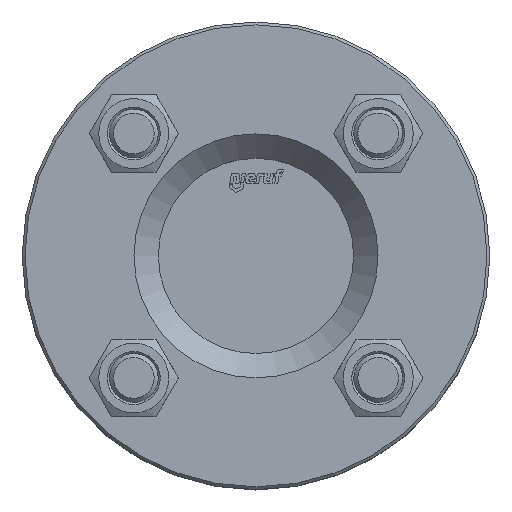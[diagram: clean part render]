
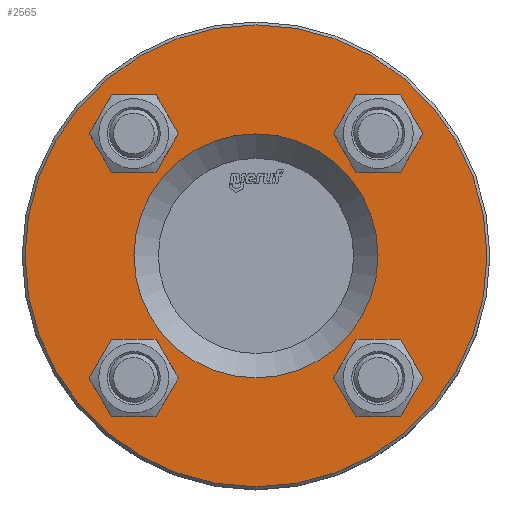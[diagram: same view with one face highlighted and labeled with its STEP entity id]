
A CAD part, top view. The second image highlights one B-rep face of the part: STEP entity #2565.
In plain terms, the highlighted planar face has unit normal (0, 0, 1).
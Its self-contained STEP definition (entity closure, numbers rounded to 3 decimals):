
#2149=CARTESIAN_POINT('',(-23.552,-30.052,20.));
#2150=VERTEX_POINT('',#2149);
#2159=CARTESIAN_POINT('',(-36.552,-30.052,20.));
#2160=VERTEX_POINT('',#2159);
#2161=CARTESIAN_POINT('',(-30.052,-30.052,20.));
#2162=DIRECTION('',(0.,0.,1.));
#2163=DIRECTION('',(1.,0.,-0.));
#2164=AXIS2_PLACEMENT_3D('',#2161,#2162,#2163);
#2165=CIRCLE('',#2164,6.5);
#2166=EDGE_CURVE('NONE',#2150,#2160,#2165,.T.);
#2168=CARTESIAN_POINT('',(-30.052,-30.052,20.));
#2169=DIRECTION('',(0.,0.,1.));
#2170=DIRECTION('',(1.,0.,-0.));
#2171=AXIS2_PLACEMENT_3D('',#2168,#2169,#2170);
#2172=CIRCLE('',#2171,6.5);
#2173=EDGE_CURVE('NONE',#2160,#2150,#2172,.T.);
#2200=CARTESIAN_POINT('',(36.552,-30.052,20.));
#2201=VERTEX_POINT('',#2200);
#2210=CARTESIAN_POINT('',(23.552,-30.052,20.));
#2211=VERTEX_POINT('',#2210);
#2212=CARTESIAN_POINT('',(30.052,-30.052,20.));
#2213=DIRECTION('',(0.,0.,1.));
#2214=DIRECTION('',(1.,0.,-0.));
#2215=AXIS2_PLACEMENT_3D('',#2212,#2213,#2214);
#2216=CIRCLE('',#2215,6.5);
#2217=EDGE_CURVE('NONE',#2201,#2211,#2216,.T.);
#2219=CARTESIAN_POINT('',(30.052,-30.052,20.));
#2220=DIRECTION('',(0.,0.,1.));
#2221=DIRECTION('',(1.,0.,-0.));
#2222=AXIS2_PLACEMENT_3D('',#2219,#2220,#2221);
#2223=CIRCLE('',#2222,6.5);
#2224=EDGE_CURVE('NONE',#2211,#2201,#2223,.T.);
#2251=CARTESIAN_POINT('',(36.552,30.052,20.));
#2252=VERTEX_POINT('',#2251);
#2261=CARTESIAN_POINT('',(23.552,30.052,20.));
#2262=VERTEX_POINT('',#2261);
#2263=CARTESIAN_POINT('',(30.052,30.052,20.));
#2264=DIRECTION('',(0.,0.,1.));
#2265=DIRECTION('',(1.,0.,-0.));
#2266=AXIS2_PLACEMENT_3D('',#2263,#2264,#2265);
#2267=CIRCLE('',#2266,6.5);
#2268=EDGE_CURVE('NONE',#2252,#2262,#2267,.T.);
#2270=CARTESIAN_POINT('',(30.052,30.052,20.));
#2271=DIRECTION('',(0.,0.,1.));
#2272=DIRECTION('',(1.,0.,-0.));
#2273=AXIS2_PLACEMENT_3D('',#2270,#2271,#2272);
#2274=CIRCLE('',#2273,6.5);
#2275=EDGE_CURVE('NONE',#2262,#2252,#2274,.T.);
#2302=CARTESIAN_POINT('',(-23.552,30.052,20.));
#2303=VERTEX_POINT('',#2302);
#2312=CARTESIAN_POINT('',(-36.552,30.052,20.));
#2313=VERTEX_POINT('',#2312);
#2314=CARTESIAN_POINT('',(-30.052,30.052,20.));
#2315=DIRECTION('',(0.,0.,1.));
#2316=DIRECTION('',(1.,0.,-0.));
#2317=AXIS2_PLACEMENT_3D('',#2314,#2315,#2316);
#2318=CIRCLE('',#2317,6.5);
#2319=EDGE_CURVE('NONE',#2303,#2313,#2318,.T.);
#2321=CARTESIAN_POINT('',(-30.052,30.052,20.));
#2322=DIRECTION('',(0.,0.,1.));
#2323=DIRECTION('',(1.,0.,-0.));
#2324=AXIS2_PLACEMENT_3D('',#2321,#2322,#2323);
#2325=CIRCLE('',#2324,6.5);
#2326=EDGE_CURVE('NONE',#2313,#2303,#2325,.T.);
#2489=CARTESIAN_POINT('',(30.,0.,20.));
#2490=VERTEX_POINT('',#2489);
#2497=CARTESIAN_POINT('',(-30.,0.,20.));
#2498=VERTEX_POINT('',#2497);
#2499=CARTESIAN_POINT('',(-0.,0.,20.));
#2500=DIRECTION('',(-0.,-0.,-1.));
#2501=DIRECTION('',(1.,0.,-0.));
#2502=AXIS2_PLACEMENT_3D('',#2499,#2500,#2501);
#2503=CIRCLE('',#2502,30.);
#2504=EDGE_CURVE('NONE',#2498,#2490,#2503,.T.);
#2506=CARTESIAN_POINT('',(-0.,0.,20.));
#2507=DIRECTION('',(-0.,-0.,-1.));
#2508=DIRECTION('',(1.,0.,-0.));
#2509=AXIS2_PLACEMENT_3D('',#2506,#2507,#2508);
#2510=CIRCLE('',#2509,30.);
#2511=EDGE_CURVE('NONE',#2490,#2498,#2510,.T.);
#2520=CARTESIAN_POINT('',(-0.,30.,20.));
#2521=DIRECTION('',(0.,0.,1.));
#2522=DIRECTION('',(1.,0.,0.));
#2523=AXIS2_PLACEMENT_3D('',#2520,#2521,#2522);
#2524=PLANE('',#2523);
#2525=CARTESIAN_POINT('',(56.8,-0.,20.));
#2526=VERTEX_POINT('',#2525);
#2527=CARTESIAN_POINT('',(-56.8,0.,20.));
#2528=VERTEX_POINT('',#2527);
#2529=CARTESIAN_POINT('',(-0.,0.,20.));
#2530=DIRECTION('',(0.,0.,1.));
#2531=DIRECTION('',(1.,0.,-0.));
#2532=AXIS2_PLACEMENT_3D('',#2529,#2530,#2531);
#2533=CIRCLE('',#2532,56.8);
#2534=EDGE_CURVE('',#2526,#2528,#2533,.T.);
#2535=ORIENTED_EDGE('',*,*,#2534,.T.);
#2536=CARTESIAN_POINT('',(-0.,0.,20.));
#2537=DIRECTION('',(0.,0.,1.));
#2538=DIRECTION('',(1.,0.,-0.));
#2539=AXIS2_PLACEMENT_3D('',#2536,#2537,#2538);
#2540=CIRCLE('',#2539,56.8);
#2541=EDGE_CURVE('',#2528,#2526,#2540,.T.);
#2542=ORIENTED_EDGE('',*,*,#2541,.T.);
#2543=EDGE_LOOP('',(#2535,#2542));
#2544=FACE_BOUND('',#2543,.T.);
#2545=ORIENTED_EDGE('',*,*,#2166,.F.);
#2546=ORIENTED_EDGE('',*,*,#2173,.F.);
#2547=EDGE_LOOP('',(#2545,#2546));
#2548=FACE_BOUND('',#2547,.T.);
#2549=ORIENTED_EDGE('',*,*,#2217,.F.);
#2550=ORIENTED_EDGE('',*,*,#2224,.F.);
#2551=EDGE_LOOP('',(#2549,#2550));
#2552=FACE_BOUND('',#2551,.T.);
#2553=ORIENTED_EDGE('',*,*,#2268,.F.);
#2554=ORIENTED_EDGE('',*,*,#2275,.F.);
#2555=EDGE_LOOP('',(#2553,#2554));
#2556=FACE_BOUND('',#2555,.T.);
#2557=ORIENTED_EDGE('',*,*,#2319,.F.);
#2558=ORIENTED_EDGE('',*,*,#2326,.F.);
#2559=EDGE_LOOP('',(#2557,#2558));
#2560=FACE_BOUND('',#2559,.T.);
#2561=ORIENTED_EDGE('',*,*,#2511,.T.);
#2562=ORIENTED_EDGE('',*,*,#2504,.T.);
#2563=EDGE_LOOP('',(#2561,#2562));
#2564=FACE_BOUND('',#2563,.T.);
#2565=ADVANCED_FACE('NONE',(#2544,#2548,#2552,#2556,#2560,#2564),#2524,.T.);
